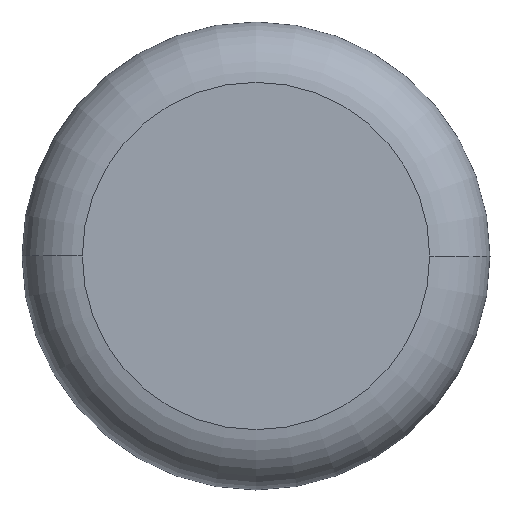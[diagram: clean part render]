
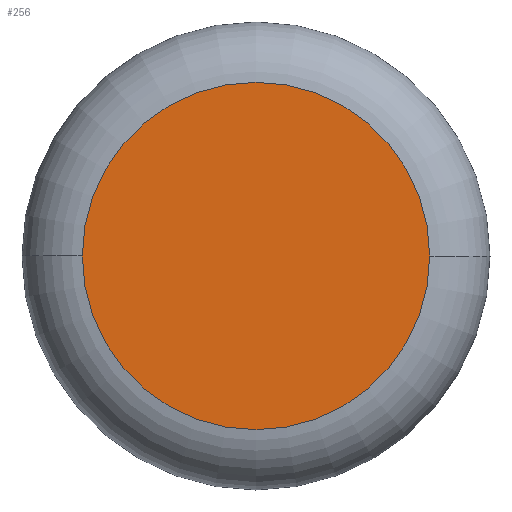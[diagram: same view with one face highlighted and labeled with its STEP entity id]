
A CAD part, front view. The second image highlights one B-rep face of the part: STEP entity #256.
In plain terms, the highlighted planar face has unit normal (0, -1, 0).
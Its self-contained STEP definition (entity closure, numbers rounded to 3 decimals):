
#79 = CARTESIAN_POINT ( 'NONE',  ( 18., -7.85, 0. ) ) ;
#83 = CIRCLE ( 'NONE', #568, 18. ) ;
#154 = ORIENTED_EDGE ( 'NONE', *, *, #800, .T. ) ;
#180 = DIRECTION ( 'NONE',  ( 0., -1., 0. ) ) ;
#203 = FACE_OUTER_BOUND ( 'NONE', #313, .T. ) ;
#241 = ORIENTED_EDGE ( 'NONE', *, *, #325, .T. ) ;
#256 = ADVANCED_FACE ( 'NONE', ( #203 ), #440, .F. ) ;
#275 = AXIS2_PLACEMENT_3D ( 'NONE', #802, #414, #795 ) ;
#299 = VERTEX_POINT ( 'NONE', #359 ) ;
#307 = DIRECTION ( 'NONE',  ( -1., 0., 0. ) ) ;
#313 = EDGE_LOOP ( 'NONE', ( #241, #154 ) ) ;
#325 = EDGE_CURVE ( 'NONE', #418, #299, #83, .T. ) ;
#359 = CARTESIAN_POINT ( 'NONE',  ( -18., -7.85, 0. ) ) ;
#414 = DIRECTION ( 'NONE',  ( 0., -1., 0. ) ) ;
#418 = VERTEX_POINT ( 'NONE', #79 ) ;
#429 = AXIS2_PLACEMENT_3D ( 'NONE', #500, #487, #307 ) ;
#440 = PLANE ( 'NONE',  #429 ) ;
#487 = DIRECTION ( 'NONE',  ( 0., 1., 0. ) ) ;
#500 = CARTESIAN_POINT ( 'NONE',  ( 0., -7.85, 0. ) ) ;
#568 = AXIS2_PLACEMENT_3D ( 'NONE', #690, #180, #628 ) ;
#628 = DIRECTION ( 'NONE',  ( 1., 0., 0. ) ) ;
#690 = CARTESIAN_POINT ( 'NONE',  ( 0., -7.85, 0. ) ) ;
#772 = CIRCLE ( 'NONE', #275, 18. ) ;
#795 = DIRECTION ( 'NONE',  ( 1., 0., 0. ) ) ;
#800 = EDGE_CURVE ( 'NONE', #299, #418, #772, .T. ) ;
#802 = CARTESIAN_POINT ( 'NONE',  ( 0., -7.85, 0. ) ) ;
